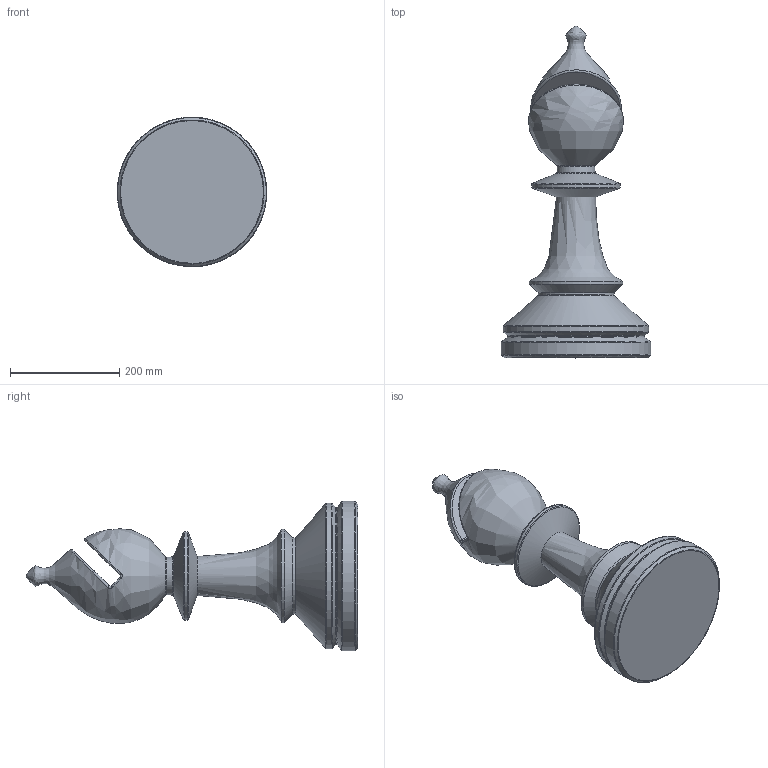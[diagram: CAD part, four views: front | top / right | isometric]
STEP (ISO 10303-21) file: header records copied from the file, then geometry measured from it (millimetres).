
FILE_DESCRIPTION ((), '1');
FILE_NAME ('Rio_Fortian__Hooby__Chess_Pieces__Bishop.stp', '2019-06-17T08:47:44', ('Unknown'), ('Unknown'), 'HarmonyWare STEP v1.7.11', 'HarmonyWare Translators', '');
FILE_SCHEMA (('CONFIG_CONTROL_DESIGN'));
Length unit declared in the file: centimetre
Products named in the file (1): Bishop
Bounding box: 273.14 x 606.3 x 273.14 mm (x, y, z)
Volume: 10137788 mm3; surface area: 404025.6 mm2
Topology: 1 solids, 1 shells, 41 faces, 83 edges, 44 vertices
Faces by surface type: bspline 41
Entity records: 3825 total; most frequent: CARTESIAN_POINT 3289, ORIENTED_EDGE 164, EDGE_CURVE 82, VERTEX_POINT 44, EDGE_LOOP 42, FACE_OUTER_BOUND 41, ADVANCED_FACE 41, B_SPLINE_CURVE_WITH_KNOTS 16
